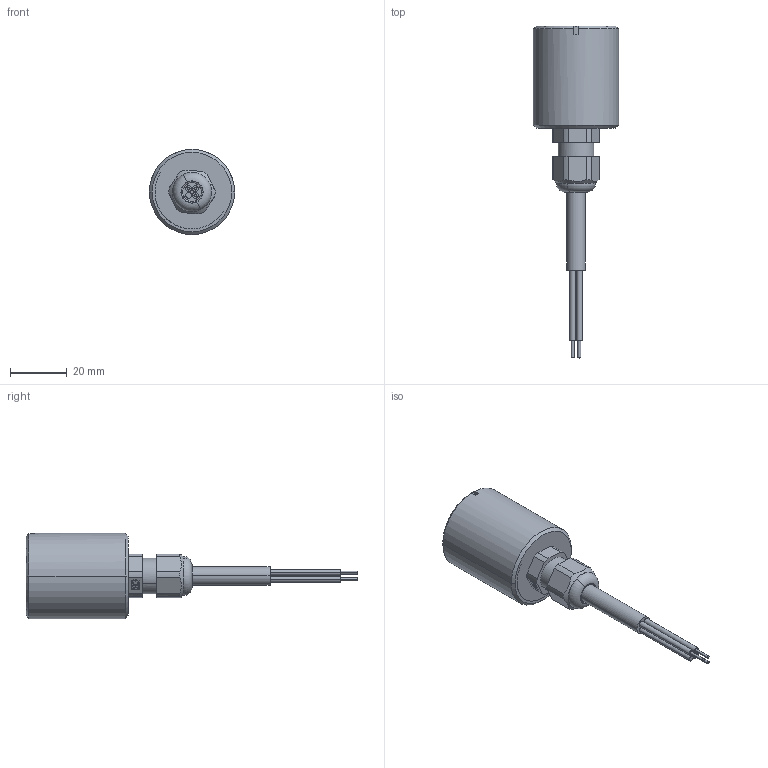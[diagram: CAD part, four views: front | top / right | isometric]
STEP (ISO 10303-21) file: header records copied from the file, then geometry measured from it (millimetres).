
FILE_DESCRIPTION (( 'STEP AP214' ), '1' );
FILE_NAME ('N30x.STEP', '2021-12-30T13:42:37', ( '' ), ( '' ), 'SwSTEP 2.0', 'SolidWorks 2021', '' );
FILE_SCHEMA (( 'AUTOMOTIVE_DESIGN' ));
Length unit declared in the file: millimetre
Products named in the file (9): CAVO PER SENSORI IN 3D DIAM 6.5-1; CAVO PER SENSORI IN 3D DIAM 6.5; N30x; CAVO PER SENSORI IN 3D DIAM 6.5-2; 1SPR 01 00 0000_OK; Frammento 3D_1; CAVO PER SENSORI IN 3D DIAM 6.5-3
Assembly tree (10 placements, depth 3):
  N30x
    1SPR 01 00 0000_OK
      1SPR 01 00 0000_OK
    CAVO PER SENSORI IN 3D DIAM 6.5
      CAVO PER SENSORI IN 3D DIAM 6.5
      CAVO PER SENSORI IN 3D DIAM 6.5-1
      CAVO PER SENSORI IN 3D DIAM 6.5-2  x3
      CAVO PER SENSORI IN 3D DIAM 6.5-3
    Frammento 3D_1
Bounding box: 30 x 117 x 30 mm (x, y, z)
Volume: 30781.2 mm3; surface area: 9067.7 mm2
Topology: 10 solids, 10 shells, 135 faces, 311 edges, 204 vertices
Faces by surface type: plane 76, bspline 24, cylinder 24, torus 6, cone 5
Entity records: 4628 total; most frequent: CARTESIAN_POINT 1660, ORIENTED_EDGE 598, DIRECTION 455, EDGE_CURVE 299, VERTEX_POINT 196, AXIS2_PLACEMENT_3D 186, B_SPLINE_CURVE_WITH_KNOTS 148, EDGE_LOOP 137
